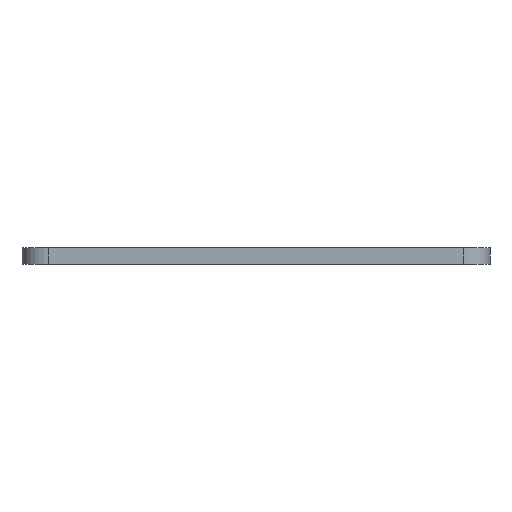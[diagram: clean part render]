
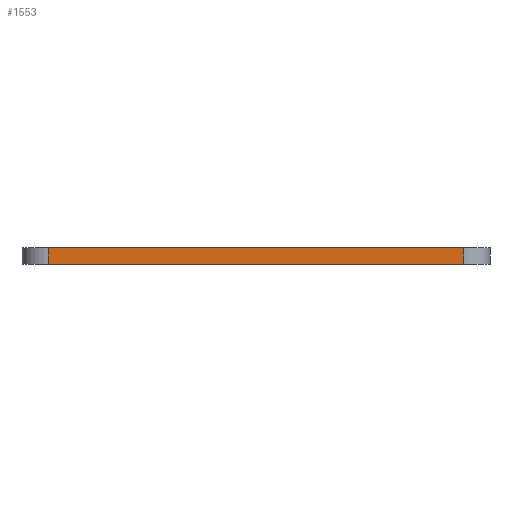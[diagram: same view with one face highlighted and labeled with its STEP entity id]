
A CAD part, left-side view. The second image highlights one B-rep face of the part: STEP entity #1553.
In plain terms, the highlighted planar face has unit normal (-1, 0, 0).
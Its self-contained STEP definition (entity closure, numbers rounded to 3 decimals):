
#146 = VERTEX_POINT('',#147);
#147 = CARTESIAN_POINT('',(60.064,-45.052,0.));
#154 = EDGE_CURVE('',#155,#146,#157,.T.);
#155 = VERTEX_POINT('',#156);
#156 = CARTESIAN_POINT('',(60.064,-85.454,0.));
#157 = LINE('',#158,#159);
#158 = CARTESIAN_POINT('',(60.064,-85.454,0.));
#159 = VECTOR('',#160,1.);
#160 = DIRECTION('',(0.,1.,0.));
#836 = VERTEX_POINT('',#837);
#837 = CARTESIAN_POINT('',(60.064,-45.052,1.6));
#844 = EDGE_CURVE('',#845,#836,#847,.T.);
#845 = VERTEX_POINT('',#846);
#846 = CARTESIAN_POINT('',(60.064,-85.454,1.6));
#847 = LINE('',#848,#849);
#848 = CARTESIAN_POINT('',(60.064,-85.454,1.6));
#849 = VECTOR('',#850,1.);
#850 = DIRECTION('',(0.,1.,0.));
#1523 = EDGE_CURVE('',#146,#836,#1524,.T.);
#1524 = LINE('',#1525,#1526);
#1525 = CARTESIAN_POINT('',(60.064,-45.052,0.));
#1526 = VECTOR('',#1527,1.);
#1527 = DIRECTION('',(0.,0.,1.));
#1553 = ADVANCED_FACE('',(#1554),#1565,.T.);
#1554 = FACE_BOUND('',#1555,.T.);
#1555 = EDGE_LOOP('',(#1556,#1562,#1563,#1564));
#1556 = ORIENTED_EDGE('',*,*,#1557,.T.);
#1557 = EDGE_CURVE('',#155,#845,#1558,.T.);
#1558 = LINE('',#1559,#1560);
#1559 = CARTESIAN_POINT('',(60.064,-85.454,0.));
#1560 = VECTOR('',#1561,1.);
#1561 = DIRECTION('',(0.,0.,1.));
#1562 = ORIENTED_EDGE('',*,*,#844,.T.);
#1563 = ORIENTED_EDGE('',*,*,#1523,.F.);
#1564 = ORIENTED_EDGE('',*,*,#154,.F.);
#1565 = PLANE('',#1566);
#1566 = AXIS2_PLACEMENT_3D('',#1567,#1568,#1569);
#1567 = CARTESIAN_POINT('',(60.064,-85.454,0.));
#1568 = DIRECTION('',(-1.,0.,0.));
#1569 = DIRECTION('',(0.,1.,0.));
